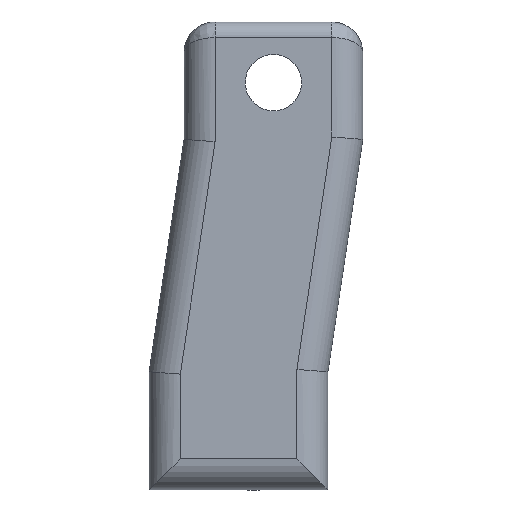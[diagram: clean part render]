
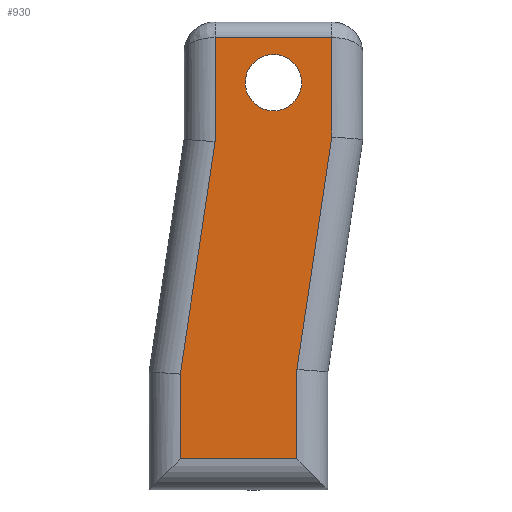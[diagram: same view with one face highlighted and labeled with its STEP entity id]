
A CAD part, front view. The second image highlights one B-rep face of the part: STEP entity #930.
In plain terms, the highlighted planar face has unit normal (0, -1, 0).
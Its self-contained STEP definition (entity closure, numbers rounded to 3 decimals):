
#27=FACE_BOUND('',#145,.T.);
#64=CIRCLE('',#1002,1.815);
#88=FACE_OUTER_BOUND('',#144,.T.);
#144=EDGE_LOOP('',(#660,#661,#662,#663,#664,#665,#666,#667));
#145=EDGE_LOOP('',(#668));
#237=LINE('',#1455,#329);
#239=LINE('',#1492,#331);
#241=LINE('',#1498,#333);
#242=LINE('',#1500,#334);
#243=LINE('',#1502,#335);
#244=LINE('',#1504,#336);
#245=LINE('',#1506,#337);
#246=LINE('',#1507,#338);
#329=VECTOR('',#1130,10.);
#331=VECTOR('',#1138,10.);
#333=VECTOR('',#1144,10.);
#334=VECTOR('',#1145,10.);
#335=VECTOR('',#1146,10.);
#336=VECTOR('',#1147,10.);
#337=VECTOR('',#1148,10.);
#338=VECTOR('',#1149,10.);
#425=VERTEX_POINT('',#1446);
#428=VERTEX_POINT('',#1453);
#430=VERTEX_POINT('',#1491);
#432=VERTEX_POINT('',#1497);
#433=VERTEX_POINT('',#1499);
#434=VERTEX_POINT('',#1501);
#435=VERTEX_POINT('',#1503);
#436=VERTEX_POINT('',#1505);
#437=VERTEX_POINT('',#1508);
#513=EDGE_CURVE('',#428,#425,#237,.T.);
#517=EDGE_CURVE('',#425,#430,#239,.T.);
#520=EDGE_CURVE('',#432,#428,#241,.T.);
#521=EDGE_CURVE('',#433,#432,#242,.T.);
#522=EDGE_CURVE('',#434,#433,#243,.T.);
#523=EDGE_CURVE('',#435,#434,#244,.T.);
#524=EDGE_CURVE('',#436,#435,#245,.T.);
#525=EDGE_CURVE('',#430,#436,#246,.T.);
#526=EDGE_CURVE('',#437,#437,#64,.T.);
#660=ORIENTED_EDGE('',*,*,#513,.F.);
#661=ORIENTED_EDGE('',*,*,#520,.F.);
#662=ORIENTED_EDGE('',*,*,#521,.F.);
#663=ORIENTED_EDGE('',*,*,#522,.F.);
#664=ORIENTED_EDGE('',*,*,#523,.F.);
#665=ORIENTED_EDGE('',*,*,#524,.F.);
#666=ORIENTED_EDGE('',*,*,#525,.F.);
#667=ORIENTED_EDGE('',*,*,#517,.F.);
#668=ORIENTED_EDGE('',*,*,#526,.F.);
#895=PLANE('',#1001);
#930=ADVANCED_FACE('',(#88,#27),#895,.T.);
#1001=AXIS2_PLACEMENT_3D('',#1496,#1142,#1143);
#1002=AXIS2_PLACEMENT_3D('',#1509,#1150,#1151);
#1130=DIRECTION('',(1.,0.,0.));
#1138=DIRECTION('',(0.,0.,-1.));
#1142=DIRECTION('center_axis',(0.,-1.,0.));
#1143=DIRECTION('ref_axis',(1.,0.,0.));
#1144=DIRECTION('',(0.,0.,1.));
#1145=DIRECTION('',(0.148,0.,0.989));
#1146=DIRECTION('',(0.,0.,1.));
#1147=DIRECTION('',(-1.,0.,0.));
#1148=DIRECTION('',(0.,0.,-1.));
#1149=DIRECTION('',(-0.148,0.,-0.989));
#1150=DIRECTION('center_axis',(0.,-1.,0.));
#1151=DIRECTION('ref_axis',(1.,0.,0.));
#1446=CARTESIAN_POINT('',(-345.757,-177.309,-241.296));
#1453=CARTESIAN_POINT('',(-353.257,-177.309,-241.296));
#1455=CARTESIAN_POINT('',(-350.627,-177.309,-241.296));
#1491=CARTESIAN_POINT('',(-345.757,-177.309,-247.695));
#1492=CARTESIAN_POINT('',(-345.757,-177.309,-259.12));
#1496=CARTESIAN_POINT('Origin',(-357.497,-177.309,-270.396));
#1497=CARTESIAN_POINT('',(-353.257,-177.309,-247.992));
#1498=CARTESIAN_POINT('',(-353.257,-177.309,-255.346));
#1499=CARTESIAN_POINT('',(-355.497,-177.309,-262.945));
#1500=CARTESIAN_POINT('',(-354.956,-177.309,-259.333));
#1501=CARTESIAN_POINT('',(-355.497,-177.309,-268.396));
#1502=CARTESIAN_POINT('',(-355.497,-177.309,-270.396));
#1503=CARTESIAN_POINT('',(-347.997,-177.309,-268.396));
#1504=CARTESIAN_POINT('',(-354.622,-177.309,-268.396));
#1505=CARTESIAN_POINT('',(-347.997,-177.309,-262.647));
#1506=CARTESIAN_POINT('',(-347.997,-177.309,-270.396));
#1507=CARTESIAN_POINT('',(-348.658,-177.309,-267.059));
#1508=CARTESIAN_POINT('',(-351.318,-177.309,-244.196));
#1509=CARTESIAN_POINT('Origin',(-349.503,-177.309,-244.196));
